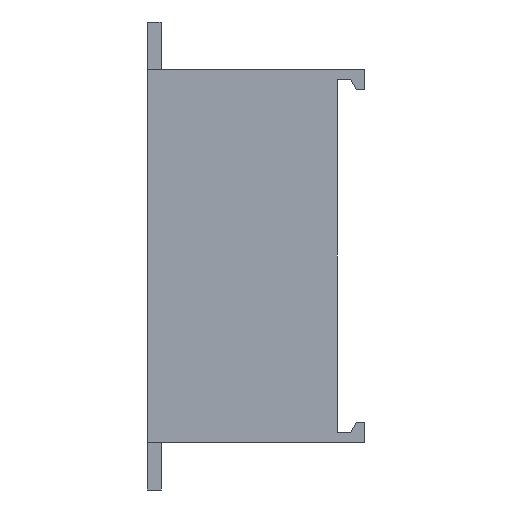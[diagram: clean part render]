
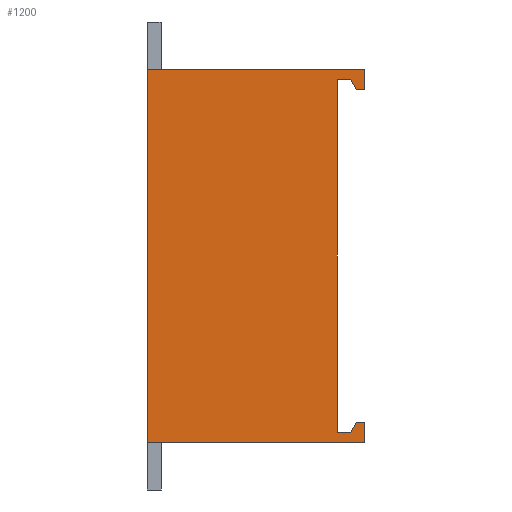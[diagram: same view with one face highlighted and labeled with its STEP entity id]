
A CAD part, front view. The second image highlights one B-rep face of the part: STEP entity #1200.
In plain terms, the highlighted planar face has unit normal (0, -1, 0).
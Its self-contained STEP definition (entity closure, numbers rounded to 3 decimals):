
#6 = LINE ( 'NONE', #1339, #1207 ) ;
#11 = VECTOR ( 'NONE', #417, 1000. ) ;
#13 = LINE ( 'NONE', #3468, #1520 ) ;
#21 = EDGE_CURVE ( 'NONE', #2607, #489, #3202, .T. ) ;
#49 = PLANE ( 'NONE',  #1076 ) ;
#110 = CARTESIAN_POINT ( 'NONE',  ( 18., -30., 0. ) ) ;
#187 = DIRECTION ( 'NONE',  ( 1., 0., 0. ) ) ;
#221 = VERTEX_POINT ( 'NONE', #479 ) ;
#258 = EDGE_CURVE ( 'NONE', #221, #851, #997, .T. ) ;
#267 = DIRECTION ( 'NONE',  ( 0.5, 0., -0.866 ) ) ;
#321 = EDGE_CURVE ( 'NONE', #805, #221, #1298, .T. ) ;
#389 = EDGE_LOOP ( 'NONE', ( #1006, #2293, #1790, #2656, #1234, #1673, #1024, #2256, #1295, #3106, #2759, #1302 ) ) ;
#417 = DIRECTION ( 'NONE',  ( 0., 0., -1. ) ) ;
#457 = EDGE_CURVE ( 'NONE', #1766, #1863, #13, .T. ) ;
#473 = CARTESIAN_POINT ( 'NONE',  ( 16.8, -30., 53.5 ) ) ;
#479 = CARTESIAN_POINT ( 'NONE',  ( 14., -30., 1.5 ) ) ;
#489 = VERTEX_POINT ( 'NONE', #1894 ) ;
#543 = VERTEX_POINT ( 'NONE', #1120 ) ;
#566 = CARTESIAN_POINT ( 'NONE',  ( 7.801, -30., 67.587 ) ) ;
#688 = VERTEX_POINT ( 'NONE', #1292 ) ;
#728 = CARTESIAN_POINT ( 'NONE',  ( 16.8, -30., 1.5 ) ) ;
#805 = VERTEX_POINT ( 'NONE', #1917 ) ;
#837 = DIRECTION ( 'NONE',  ( 0., 1., 0. ) ) ;
#851 = VERTEX_POINT ( 'NONE', #1633 ) ;
#866 = VECTOR ( 'NONE', #1194, 1000. ) ;
#872 = LINE ( 'NONE', #110, #866 ) ;
#952 = LINE ( 'NONE', #2957, #11 ) ;
#957 = LINE ( 'NONE', #1458, #1088 ) ;
#997 = LINE ( 'NONE', #728, #2199 ) ;
#1006 = ORIENTED_EDGE ( 'NONE', *, *, #3237, .T. ) ;
#1024 = ORIENTED_EDGE ( 'NONE', *, *, #1883, .F. ) ;
#1042 = VERTEX_POINT ( 'NONE', #1126 ) ;
#1076 = AXIS2_PLACEMENT_3D ( 'NONE', #1106, #837, #2461 ) ;
#1085 = DIRECTION ( 'NONE',  ( 1., 0., 0. ) ) ;
#1088 = VECTOR ( 'NONE', #1719, 1000. ) ;
#1097 = DIRECTION ( 'NONE',  ( -1., 0., 0. ) ) ;
#1106 = CARTESIAN_POINT ( 'NONE',  ( -14., -30., 55. ) ) ;
#1112 = EDGE_CURVE ( 'NONE', #2607, #3336, #952, .T. ) ;
#1120 = CARTESIAN_POINT ( 'NONE',  ( 18., -30., 52. ) ) ;
#1126 = CARTESIAN_POINT ( 'NONE',  ( 15.934, -30., 53.5 ) ) ;
#1127 = LINE ( 'NONE', #2201, #3170 ) ;
#1194 = DIRECTION ( 'NONE',  ( 0., 0., -1. ) ) ;
#1200 = ADVANCED_FACE ( 'NONE', ( #1912 ), #49, .F. ) ;
#1207 = VECTOR ( 'NONE', #1918, 1000. ) ;
#1234 = ORIENTED_EDGE ( 'NONE', *, *, #258, .F. ) ;
#1292 = CARTESIAN_POINT ( 'NONE',  ( 18., -30., 0. ) ) ;
#1295 = ORIENTED_EDGE ( 'NONE', *, *, #2080, .F. ) ;
#1298 = LINE ( 'NONE', #2320, #1752 ) ;
#1302 = ORIENTED_EDGE ( 'NONE', *, *, #1112, .T. ) ;
#1317 = LINE ( 'NONE', #566, #2729 ) ;
#1339 = CARTESIAN_POINT ( 'NONE',  ( 31.617, -30., 28.663 ) ) ;
#1349 = CARTESIAN_POINT ( 'NONE',  ( -14., -30., 55. ) ) ;
#1458 = CARTESIAN_POINT ( 'NONE',  ( 18., -30., 55. ) ) ;
#1520 = VECTOR ( 'NONE', #1085, 1000. ) ;
#1599 = DIRECTION ( 'NONE',  ( 1., 0., 0. ) ) ;
#1633 = CARTESIAN_POINT ( 'NONE',  ( 15.934, -30., 1.5 ) ) ;
#1673 = ORIENTED_EDGE ( 'NONE', *, *, #321, .F. ) ;
#1718 = CARTESIAN_POINT ( 'NONE',  ( -14., -30., 55. ) ) ;
#1719 = DIRECTION ( 'NONE',  ( 0., 0., -1. ) ) ;
#1752 = VECTOR ( 'NONE', #1756, 1000. ) ;
#1756 = DIRECTION ( 'NONE',  ( 0., 0., -1. ) ) ;
#1758 = EDGE_CURVE ( 'NONE', #489, #543, #957, .T. ) ;
#1766 = VERTEX_POINT ( 'NONE', #1769 ) ;
#1769 = CARTESIAN_POINT ( 'NONE',  ( 16.8, -30., 3. ) ) ;
#1790 = ORIENTED_EDGE ( 'NONE', *, *, #457, .F. ) ;
#1792 = DIRECTION ( 'NONE',  ( 1., 0., 0. ) ) ;
#1863 = VERTEX_POINT ( 'NONE', #2331 ) ;
#1883 = EDGE_CURVE ( 'NONE', #1042, #805, #3447, .T. ) ;
#1894 = CARTESIAN_POINT ( 'NONE',  ( 18., -30., 55. ) ) ;
#1912 = FACE_OUTER_BOUND ( 'NONE', #389, .T. ) ;
#1914 = VECTOR ( 'NONE', #1599, 1000. ) ;
#1917 = CARTESIAN_POINT ( 'NONE',  ( 14., -30., 53.5 ) ) ;
#1918 = DIRECTION ( 'NONE',  ( -0.5, 0., -0.866 ) ) ;
#1959 = VERTEX_POINT ( 'NONE', #3175 ) ;
#2045 = EDGE_CURVE ( 'NONE', #1766, #851, #6, .T. ) ;
#2080 = EDGE_CURVE ( 'NONE', #543, #1959, #1127, .T. ) ;
#2086 = CARTESIAN_POINT ( 'NONE',  ( -14., -30., 0. ) ) ;
#2137 = CARTESIAN_POINT ( 'NONE',  ( -14., -30., 0. ) ) ;
#2199 = VECTOR ( 'NONE', #187, 1000. ) ;
#2201 = CARTESIAN_POINT ( 'NONE',  ( 18., -30., 52. ) ) ;
#2256 = ORIENTED_EDGE ( 'NONE', *, *, #2922, .T. ) ;
#2293 = ORIENTED_EDGE ( 'NONE', *, *, #3040, .F. ) ;
#2320 = CARTESIAN_POINT ( 'NONE',  ( 14., -30., 55. ) ) ;
#2331 = CARTESIAN_POINT ( 'NONE',  ( 18., -30., 3. ) ) ;
#2390 = VECTOR ( 'NONE', #1792, 1000. ) ;
#2461 = DIRECTION ( 'NONE',  ( 0., 0., 1. ) ) ;
#2607 = VERTEX_POINT ( 'NONE', #1718 ) ;
#2656 = ORIENTED_EDGE ( 'NONE', *, *, #2045, .T. ) ;
#2729 = VECTOR ( 'NONE', #267, 1000. ) ;
#2759 = ORIENTED_EDGE ( 'NONE', *, *, #21, .F. ) ;
#2853 = LINE ( 'NONE', #2086, #2390 ) ;
#2922 = EDGE_CURVE ( 'NONE', #1042, #1959, #1317, .T. ) ;
#2957 = CARTESIAN_POINT ( 'NONE',  ( -14., -30., 55. ) ) ;
#3040 = EDGE_CURVE ( 'NONE', #1863, #688, #872, .T. ) ;
#3056 = VECTOR ( 'NONE', #3140, 1000. ) ;
#3106 = ORIENTED_EDGE ( 'NONE', *, *, #1758, .F. ) ;
#3140 = DIRECTION ( 'NONE',  ( -1., 0., 0. ) ) ;
#3170 = VECTOR ( 'NONE', #1097, 1000. ) ;
#3175 = CARTESIAN_POINT ( 'NONE',  ( 16.8, -30., 52. ) ) ;
#3202 = LINE ( 'NONE', #1349, #1914 ) ;
#3237 = EDGE_CURVE ( 'NONE', #3336, #688, #2853, .T. ) ;
#3336 = VERTEX_POINT ( 'NONE', #2137 ) ;
#3447 = LINE ( 'NONE', #473, #3056 ) ;
#3468 = CARTESIAN_POINT ( 'NONE',  ( 18., -30., 3. ) ) ;
